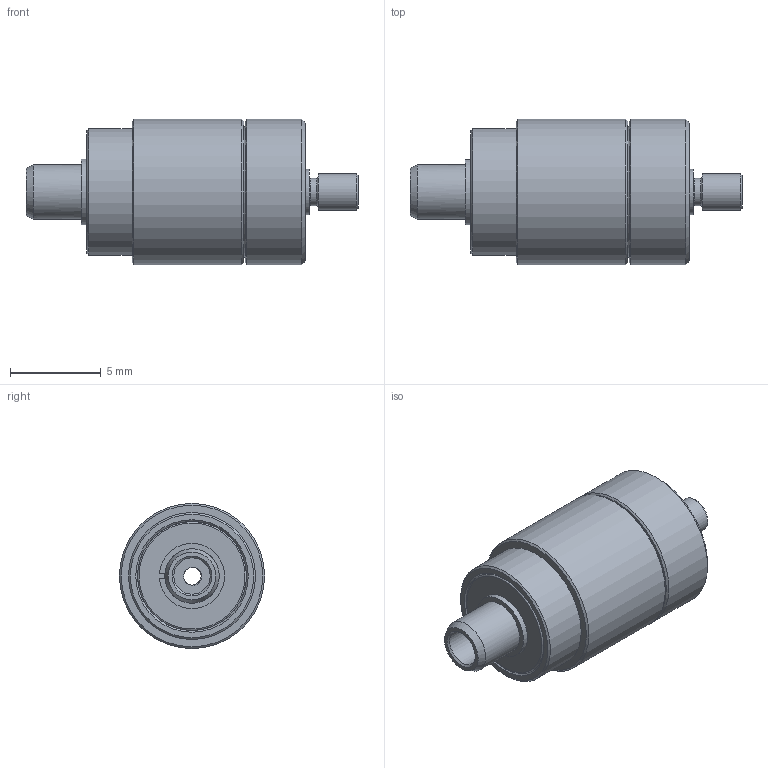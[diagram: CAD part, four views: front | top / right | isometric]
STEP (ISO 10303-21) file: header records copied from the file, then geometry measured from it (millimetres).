
FILE_DESCRIPTION(/* description */ (''),/* implementation_level */ '2;1');
FILE_NAME(/* name */ 'model_product_id1.stp',/* time_stamp */ '2021-03-30T13:02:06+02:00',/* author */ ('SD'),/* organization */ ('Micromotion GmbH Germany'),/* preprocessor_version */ 'ST-DEVELOPER v17.2',/* originating_system */ 'Autodesk Inventor 2019',/* authorisation */ '');
FILE_SCHEMA (('AUTOMOTIVE_DESIGN { 1 0 10303 214 3 1 1 }'));
Length unit declared in the file: millimetre
Products named in the file (1): model_product_id1
Bounding box: 18.3 x 8 x 8 mm (x, y, z)
Volume: 573.2 mm3; surface area: 548.5 mm2
Topology: 1 solids, 1 shells, 51 faces, 129 edges, 90 vertices
Faces by surface type: plane 18, cylinder 15, cone 11, torus 7
Full cylindrical faces by diameter (mm): 1 x2, 1.5 x1, 2 x2, 2.5 x1, 3 x1, 5 x1, 6 x1, 7 x1, 7.1 x1, 8 x2
Entity records: 1757 total; most frequent: DIRECTION 320, CARTESIAN_POINT 299, ORIENTED_EDGE 258, AXIS2_PLACEMENT_3D 143, EDGE_CURVE 129, CIRCLE 91, VERTEX_POINT 90, EDGE_LOOP 63
